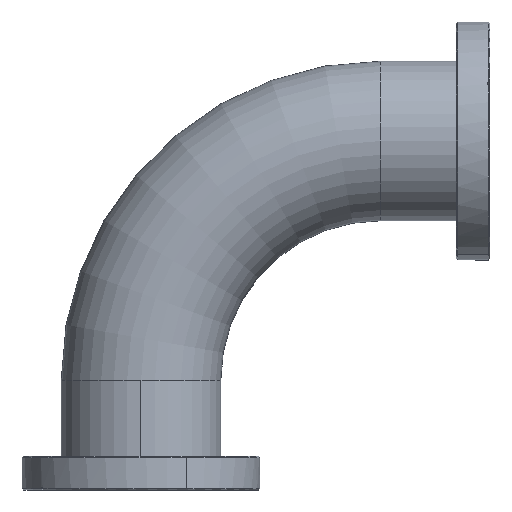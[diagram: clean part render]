
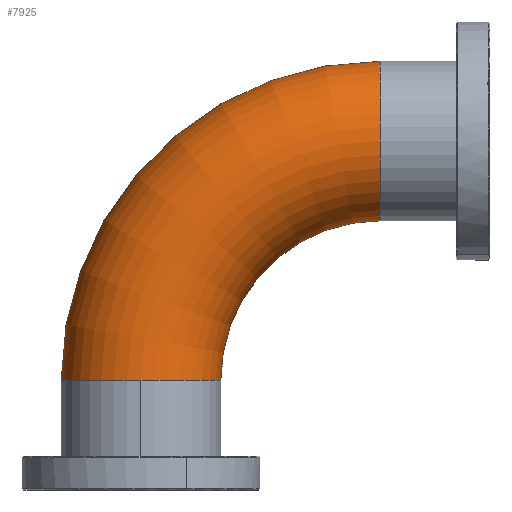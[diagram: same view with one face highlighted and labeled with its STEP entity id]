
A CAD part, left-side view. The second image highlights one B-rep face of the part: STEP entity #7925.
In plain terms, the highlighted toroidal (fillet/blend) face has major radius 152.4 mm and minor radius 50.8 mm.
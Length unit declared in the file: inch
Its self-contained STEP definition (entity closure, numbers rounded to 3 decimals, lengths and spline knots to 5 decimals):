
#398 = CARTESIAN_POINT ( 'NONE',  ( -2., 8.31, -6. ) ) ;
#399 = DIRECTION ( 'NONE',  ( 0., 1., 0. ) ) ;
#400 = DIRECTION ( 'NONE',  ( 0., 0., -1. ) ) ;
#401 = CARTESIAN_POINT ( 'NONE',  ( 0., 8.31, -6. ) ) ;
#421 = CARTESIAN_POINT ( 'NONE',  ( 0., 8.31, -6. ) ) ;
#422 = CIRCLE ( 'NONE', #446, 8. ) ;
#424 = CARTESIAN_POINT ( 'NONE',  ( 0., 6.31, -6. ) ) ;
#426 = AXIS2_PLACEMENT_3D ( 'NONE', #401, #400, #399 ) ;
#443 = DIRECTION ( 'NONE',  ( 0., 0., 1. ) ) ;
#444 = DIRECTION ( 'NONE',  ( -1., 0., 0. ) ) ;
#445 = CARTESIAN_POINT ( 'NONE',  ( 0., 2.31, -6. ) ) ;
#446 = AXIS2_PLACEMENT_3D ( 'NONE', #445, #444, #443 ) ;
#448 = CIRCLE ( 'NONE', #463, 2. ) ;
#451 = CARTESIAN_POINT ( 'NONE',  ( 0., 2.31, 2. ) ) ;
#455 = CIRCLE ( 'NONE', #426, 2. ) ;
#461 = DIRECTION ( 'NONE',  ( 0., 1., 0. ) ) ;
#462 = DIRECTION ( 'NONE',  ( 0., 0., -1. ) ) ;
#463 = AXIS2_PLACEMENT_3D ( 'NONE', #421, #462, #461 ) ;
#467 = TOROIDAL_SURFACE ( 'NONE', #583, 6., 2. ) ;
#477 = FACE_OUTER_BOUND ( 'NONE', #7939, .T. ) ;
#480 = CARTESIAN_POINT ( 'NONE',  ( 0., 10.31, -6. ) ) ;
#496 = CARTESIAN_POINT ( 'NONE',  ( 0., 2.31, -2. ) ) ;
#497 = AXIS2_PLACEMENT_3D ( 'NONE', #546, #544, #543 ) ;
#543 = DIRECTION ( 'NONE',  ( 0., 0., 1. ) ) ;
#544 = DIRECTION ( 'NONE',  ( -1., 0., 0. ) ) ;
#546 = CARTESIAN_POINT ( 'NONE',  ( 0., 2.31, -6. ) ) ;
#551 = CIRCLE ( 'NONE', #497, 4. ) ;
#580 = DIRECTION ( 'NONE',  ( 0., 0., 1. ) ) ;
#581 = DIRECTION ( 'NONE',  ( -1., 0., 0. ) ) ;
#582 = CARTESIAN_POINT ( 'NONE',  ( 0., 2.31, -6. ) ) ;
#583 = AXIS2_PLACEMENT_3D ( 'NONE', #582, #581, #580 ) ;
#3972 = CIRCLE ( 'NONE', #4037, 2. ) ;
#4003 = DIRECTION ( 'NONE',  ( 0., 0., 1. ) ) ;
#4004 = DIRECTION ( 'NONE',  ( 0., 1., 0. ) ) ;
#4037 = AXIS2_PLACEMENT_3D ( 'NONE', #4058, #4004, #4003 ) ;
#4058 = CARTESIAN_POINT ( 'NONE',  ( 0., 2.31, 0. ) ) ;
#7835 = EDGE_CURVE ( 'NONE', #7914, #7855, #3972, .T. ) ;
#7842 = ORIENTED_EDGE ( 'NONE', *, *, #7871, .T. ) ;
#7847 = ORIENTED_EDGE ( 'NONE', *, *, #7862, .F. ) ;
#7855 = VERTEX_POINT ( 'NONE', #451 ) ;
#7862 = EDGE_CURVE ( 'NONE', #7876, #7918, #455, .T. ) ;
#7870 = ORIENTED_EDGE ( 'NONE', *, *, #7877, .F. ) ;
#7871 = EDGE_CURVE ( 'NONE', #7855, #7918, #422, .T. ) ;
#7875 = ORIENTED_EDGE ( 'NONE', *, *, #7919, .F. ) ;
#7876 = VERTEX_POINT ( 'NONE', #398 ) ;
#7877 = EDGE_CURVE ( 'NONE', #7879, #7876, #448, .T. ) ;
#7879 = VERTEX_POINT ( 'NONE', #424 ) ;
#7914 = VERTEX_POINT ( 'NONE', #496 ) ;
#7918 = VERTEX_POINT ( 'NONE', #480 ) ;
#7919 = EDGE_CURVE ( 'NONE', #7914, #7879, #551, .T. ) ;
#7925 = ADVANCED_FACE ( 'NONE', ( #477 ), #467, .T. ) ;
#7939 = EDGE_LOOP ( 'NONE', ( #7949, #7842, #7847, #7870, #7875 ) ) ;
#7949 = ORIENTED_EDGE ( 'NONE', *, *, #7835, .T. ) ;
